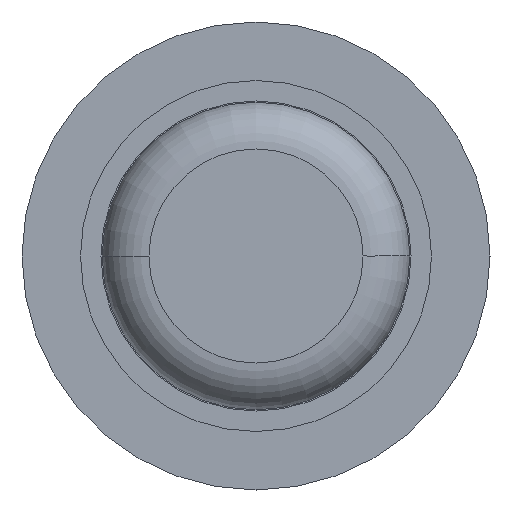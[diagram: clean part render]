
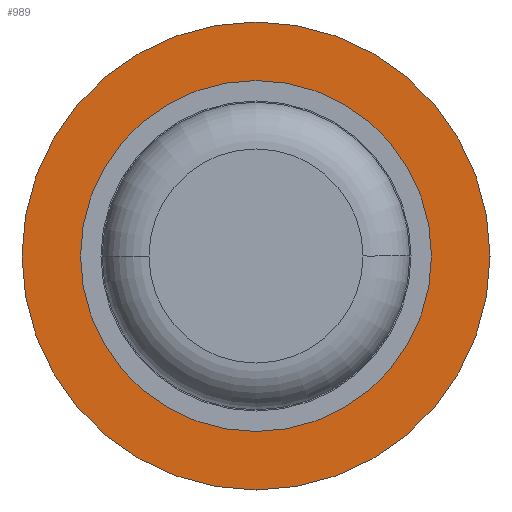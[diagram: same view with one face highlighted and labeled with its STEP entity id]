
A CAD part, front view. The second image highlights one B-rep face of the part: STEP entity #989.
In plain terms, the highlighted planar face has unit normal (0, -1, 0).
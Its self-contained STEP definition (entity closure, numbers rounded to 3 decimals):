
#127 = EDGE_CURVE ( 'Defeature ausgef�hrt1_12+Defeature ausgef�hrt1_11+Defeature ausgef�hrt1_11+Defeature ausgef�hrt1_11', #637, #3689, #3294, .T. ) ;
#182 = ORIENTED_EDGE ( 'NONE', *, *, #3877, .F. ) ;
#198 = DIRECTION ( 'NONE',  ( 0., -1., 0. ) ) ;
#272 = AXIS2_PLACEMENT_3D ( 'NONE', #2801, #2475, #4108 ) ;
#562 = CARTESIAN_POINT ( 'NONE',  ( 0., 27.3, 0. ) ) ;
#625 = CARTESIAN_POINT ( 'NONE',  ( 0., 27.3, -2. ) ) ;
#637 = VERTEX_POINT ( 'NONE', #625 ) ;
#650 = DIRECTION ( 'NONE',  ( 0., -1., 0. ) ) ;
#865 = DIRECTION ( 'NONE',  ( 0., 0., -1. ) ) ;
#891 = PLANE ( 'NONE',  #3397 ) ;
#940 = CARTESIAN_POINT ( 'NONE',  ( 0., 27.3, -0.9 ) ) ;
#989 = ADVANCED_FACE ( 'Defeature ausgef�hrt1_12', ( #1305, #2124 ), #891, .T. ) ;
#1118 = ORIENTED_EDGE ( 'NONE', *, *, #2726, .T. ) ;
#1305 = FACE_OUTER_BOUND ( 'NONE', #4205, .T. ) ;
#1371 = EDGE_CURVE ( 'Defeature ausgef�hrt1_9+Defeature ausgef�hrt1_12+Defeature ausgef�hrt1_12+Defeature ausgef�hrt1_12', #2092, #1727, #3889, .T. ) ;
#1503 = CARTESIAN_POINT ( 'NONE',  ( 0., 27.3, 2. ) ) ;
#1594 = AXIS2_PLACEMENT_3D ( 'NONE', #2262, #650, #1970 ) ;
#1727 = VERTEX_POINT ( 'NONE', #940 ) ;
#1833 = AXIS2_PLACEMENT_3D ( 'NONE', #2612, #2900, #2929 ) ;
#1865 = ORIENTED_EDGE ( 'NONE', *, *, #1371, .F. ) ;
#1970 = DIRECTION ( 'NONE',  ( 0., 0., -1. ) ) ;
#2092 = VERTEX_POINT ( 'NONE', #3705 ) ;
#2124 = FACE_BOUND ( 'NONE', #3686, .T. ) ;
#2262 = CARTESIAN_POINT ( 'NONE',  ( 0., 27.3, 0. ) ) ;
#2428 = ORIENTED_EDGE ( 'NONE', *, *, #127, .T. ) ;
#2475 = DIRECTION ( 'NONE',  ( 0., -1., 0. ) ) ;
#2612 = CARTESIAN_POINT ( 'NONE',  ( 0., 27.3, 0. ) ) ;
#2726 = EDGE_CURVE ( 'Defeature ausgef�hrt1_12+Defeature ausgef�hrt1_11+Defeature ausgef�hrt1_11+Defeature ausgef�hrt1_11', #3689, #637, #3590, .T. ) ;
#2801 = CARTESIAN_POINT ( 'NONE',  ( 0., 27.3, 0. ) ) ;
#2842 = DIRECTION ( 'NONE',  ( 0., 0., -1. ) ) ;
#2900 = DIRECTION ( 'NONE',  ( 0., -1., 0. ) ) ;
#2929 = DIRECTION ( 'NONE',  ( 0., 0., -1. ) ) ;
#2982 = CIRCLE ( 'NONE', #1833, 0.9 ) ;
#3294 = CIRCLE ( 'NONE', #1594, 2. ) ;
#3397 = AXIS2_PLACEMENT_3D ( 'NONE', #4131, #3491, #865 ) ;
#3491 = DIRECTION ( 'NONE',  ( 0., -1., 0. ) ) ;
#3500 = AXIS2_PLACEMENT_3D ( 'NONE', #562, #198, #2842 ) ;
#3590 = CIRCLE ( 'NONE', #3500, 2. ) ;
#3686 = EDGE_LOOP ( 'NONE', ( #182, #1865 ) ) ;
#3689 = VERTEX_POINT ( 'NONE', #1503 ) ;
#3705 = CARTESIAN_POINT ( 'NONE',  ( 0., 27.3, 0.9 ) ) ;
#3877 = EDGE_CURVE ( 'Defeature ausgef�hrt1_9+Defeature ausgef�hrt1_12+Defeature ausgef�hrt1_12+Defeature ausgef�hrt1_12', #1727, #2092, #2982, .T. ) ;
#3889 = CIRCLE ( 'NONE', #272, 0.9 ) ;
#4108 = DIRECTION ( 'NONE',  ( 0., 0., -1. ) ) ;
#4131 = CARTESIAN_POINT ( 'NONE',  ( 2., 27.3, 0. ) ) ;
#4205 = EDGE_LOOP ( 'NONE', ( #2428, #1118 ) ) ;
